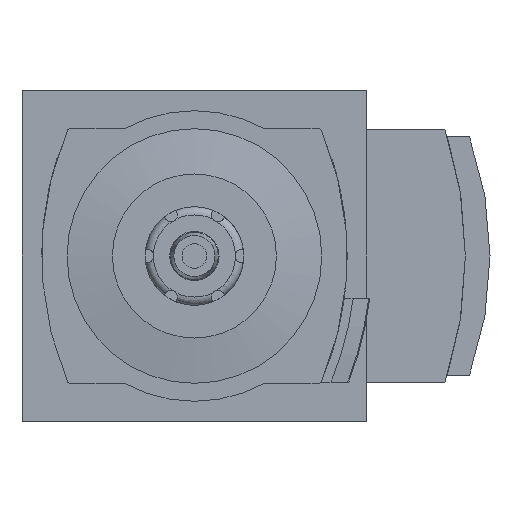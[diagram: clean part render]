
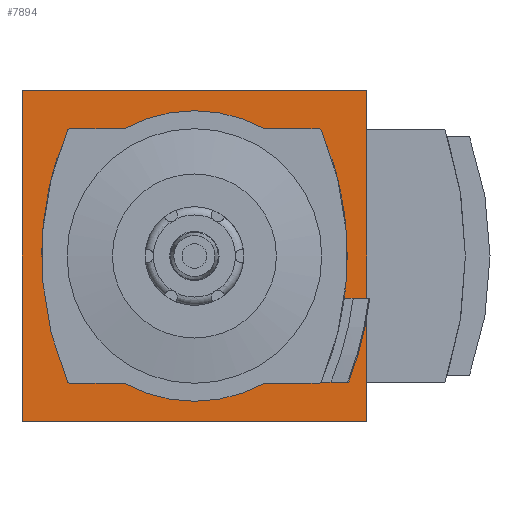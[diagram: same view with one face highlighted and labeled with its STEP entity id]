
A CAD part, front view. The second image highlights one B-rep face of the part: STEP entity #7894.
In plain terms, the highlighted planar face has unit normal (0, -1, 0).
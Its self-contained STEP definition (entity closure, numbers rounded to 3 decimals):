
#146=PLANE('',#8321);
#356=LINE('',#10586,#979);
#462=LINE('',#10808,#1085);
#477=LINE('',#10846,#1100);
#525=LINE('',#11009,#1148);
#642=LINE('',#11357,#1265);
#643=LINE('',#11361,#1266);
#644=LINE('',#11369,#1267);
#645=LINE('',#11373,#1268);
#646=LINE('',#11379,#1269);
#647=LINE('',#11383,#1270);
#979=VECTOR('',#8788,1000.);
#1085=VECTOR('',#8960,1000.);
#1100=VECTOR('',#8989,1000.);
#1148=VECTOR('',#9101,1000.);
#1265=VECTOR('',#9364,1000.);
#1266=VECTOR('',#9367,1000.);
#1267=VECTOR('',#9374,1000.);
#1268=VECTOR('',#9377,1000.);
#1269=VECTOR('',#9382,1000.);
#1270=VECTOR('',#9385,1000.);
#2158=ORIENTED_EDGE('',*,*,#3516,.F.);
#2159=ORIENTED_EDGE('',*,*,#3608,.F.);
#2160=ORIENTED_EDGE('',*,*,#3536,.F.);
#2161=ORIENTED_EDGE('',*,*,#3402,.F.);
#2162=ORIENTED_EDGE('',*,*,#3774,.T.);
#2163=ORIENTED_EDGE('',*,*,#3775,.T.);
#2164=ORIENTED_EDGE('',*,*,#3776,.T.);
#2165=ORIENTED_EDGE('',*,*,#3777,.T.);
#2166=ORIENTED_EDGE('',*,*,#3778,.T.);
#2167=ORIENTED_EDGE('',*,*,#3779,.T.);
#2168=ORIENTED_EDGE('',*,*,#3780,.T.);
#2169=ORIENTED_EDGE('',*,*,#3781,.T.);
#2170=ORIENTED_EDGE('',*,*,#3782,.T.);
#2171=ORIENTED_EDGE('',*,*,#3783,.T.);
#2172=ORIENTED_EDGE('',*,*,#3784,.T.);
#2173=ORIENTED_EDGE('',*,*,#3785,.T.);
#2174=ORIENTED_EDGE('',*,*,#3786,.T.);
#2175=ORIENTED_EDGE('',*,*,#3787,.F.);
#2176=ORIENTED_EDGE('',*,*,#3788,.T.);
#3402=EDGE_CURVE('',#4274,#4275,#356,.T.);
#3516=EDGE_CURVE('',#4357,#4274,#462,.T.);
#3536=EDGE_CURVE('',#4275,#4374,#477,.T.);
#3608=EDGE_CURVE('',#4374,#4357,#525,.T.);
#3774=EDGE_CURVE('',#4576,#4577,#4886,.T.);
#3775=EDGE_CURVE('',#4577,#4578,#642,.T.);
#3776=EDGE_CURVE('',#4578,#4579,#4887,.T.);
#3777=EDGE_CURVE('',#4579,#4580,#643,.T.);
#3778=EDGE_CURVE('',#4580,#4581,#4888,.T.);
#3779=EDGE_CURVE('',#4581,#4582,#4889,.T.);
#3780=EDGE_CURVE('',#4582,#4583,#4890,.T.);
#3781=EDGE_CURVE('',#4583,#4584,#644,.T.);
#3782=EDGE_CURVE('',#4584,#4585,#4891,.T.);
#3783=EDGE_CURVE('',#4585,#4586,#645,.T.);
#3784=EDGE_CURVE('',#4586,#4587,#4892,.T.);
#3785=EDGE_CURVE('',#4587,#4588,#4893,.T.);
#3786=EDGE_CURVE('',#4588,#4589,#646,.T.);
#3787=EDGE_CURVE('',#4590,#4589,#4894,.T.);
#3788=EDGE_CURVE('',#4590,#4576,#647,.T.);
#4274=VERTEX_POINT('',#10585);
#4275=VERTEX_POINT('',#10587);
#4357=VERTEX_POINT('',#10807);
#4374=VERTEX_POINT('',#10847);
#4576=VERTEX_POINT('',#11355);
#4577=VERTEX_POINT('',#11356);
#4578=VERTEX_POINT('',#11358);
#4579=VERTEX_POINT('',#11360);
#4580=VERTEX_POINT('',#11362);
#4581=VERTEX_POINT('',#11364);
#4582=VERTEX_POINT('',#11366);
#4583=VERTEX_POINT('',#11368);
#4584=VERTEX_POINT('',#11370);
#4585=VERTEX_POINT('',#11372);
#4586=VERTEX_POINT('',#11374);
#4587=VERTEX_POINT('',#11376);
#4588=VERTEX_POINT('',#11378);
#4589=VERTEX_POINT('',#11380);
#4590=VERTEX_POINT('',#11382);
#4886=CIRCLE('',#8322,0.3);
#4887=CIRCLE('',#8323,17.7);
#4888=CIRCLE('',#8324,0.3);
#4889=CIRCLE('',#8325,38.9);
#4890=CIRCLE('',#8326,0.3);
#4891=CIRCLE('',#8327,17.7);
#4892=CIRCLE('',#8328,0.3);
#4893=CIRCLE('',#8329,38.9);
#4894=CIRCLE('',#8330,39.95);
#5106=EDGE_LOOP('',(#2158,#2159,#2160,#2161));
#5107=EDGE_LOOP('',(#2162,#2163,#2164,#2165,#2166,#2167,#2168,#2169,#2170,
#2171,#2172,#2173,#2174,#2175,#2176));
#5490=FACE_BOUND('',#5106,.T.);
#5491=FACE_BOUND('',#5107,.T.);
#7894=ADVANCED_FACE('',(#5490,#5491),#146,.F.);
#8321=AXIS2_PLACEMENT_3D('',#11353,#9360,#9361);
#8322=AXIS2_PLACEMENT_3D('',#11354,#9362,#9363);
#8323=AXIS2_PLACEMENT_3D('',#11359,#9365,#9366);
#8324=AXIS2_PLACEMENT_3D('',#11363,#9368,#9369);
#8325=AXIS2_PLACEMENT_3D('',#11365,#9370,#9371);
#8326=AXIS2_PLACEMENT_3D('',#11367,#9372,#9373);
#8327=AXIS2_PLACEMENT_3D('',#11371,#9375,#9376);
#8328=AXIS2_PLACEMENT_3D('',#11375,#9378,#9379);
#8329=AXIS2_PLACEMENT_3D('',#11377,#9380,#9381);
#8330=AXIS2_PLACEMENT_3D('',#11381,#9383,#9384);
#8788=DIRECTION('',(0.,0.,1.));
#8960=DIRECTION('',(-1.,0.,0.));
#8989=DIRECTION('',(1.,0.,0.));
#9101=DIRECTION('',(0.,0.,-1.));
#9360=DIRECTION('',(0.,1.,0.));
#9361=DIRECTION('',(0.,0.,1.));
#9362=DIRECTION('',(0.,1.,0.));
#9363=DIRECTION('',(1.,0.,0.));
#9364=DIRECTION('',(-1.,0.,0.));
#9365=DIRECTION('',(0.,1.,0.));
#9366=DIRECTION('',(1.,0.,0.));
#9367=DIRECTION('',(-1.,0.,0.));
#9368=DIRECTION('',(0.,1.,0.));
#9369=DIRECTION('',(1.,0.,0.));
#9370=DIRECTION('',(0.,1.,0.));
#9371=DIRECTION('',(1.,0.,0.));
#9372=DIRECTION('',(0.,1.,0.));
#9373=DIRECTION('',(1.,0.,0.));
#9374=DIRECTION('',(1.,0.,0.));
#9375=DIRECTION('',(0.,1.,0.));
#9376=DIRECTION('',(1.,0.,0.));
#9377=DIRECTION('',(1.,0.,0.));
#9378=DIRECTION('',(0.,1.,0.));
#9379=DIRECTION('',(1.,0.,0.));
#9380=DIRECTION('',(0.,1.,0.));
#9381=DIRECTION('',(1.,0.,0.));
#9382=DIRECTION('',(1.,0.,0.));
#9383=DIRECTION('',(0.,-1.,0.));
#9384=DIRECTION('',(0.,0.,-1.));
#9385=DIRECTION('',(-1.,0.,0.));
#10585=CARTESIAN_POINT('',(-21.,-31.5,-20.1));
#10586=CARTESIAN_POINT('',(-21.,-31.5,-20.1));
#10587=CARTESIAN_POINT('',(-21.,-31.5,20.1));
#10807=CARTESIAN_POINT('',(21.,-31.5,-20.1));
#10808=CARTESIAN_POINT('',(21.,-31.5,-20.1));
#10846=CARTESIAN_POINT('',(-21.,-31.5,20.1));
#10847=CARTESIAN_POINT('',(21.,-31.5,20.1));
#11009=CARTESIAN_POINT('',(21.,-31.5,20.1));
#11353=CARTESIAN_POINT('',(0.,-31.5,0.));
#11354=CARTESIAN_POINT('',(15.181,-31.5,-15.2));
#11355=CARTESIAN_POINT('',(15.442,-31.5,-15.349));
#11356=CARTESIAN_POINT('',(15.181,-31.5,-15.5));
#11357=CARTESIAN_POINT('',(14.091,-31.5,-15.5));
#11358=CARTESIAN_POINT('',(8.546,-31.5,-15.5));
#11359=CARTESIAN_POINT('',(0.,-31.5,0.));
#11360=CARTESIAN_POINT('',(-8.546,-31.5,-15.5));
#11361=CARTESIAN_POINT('',(-8.546,-31.5,-15.5));
#11362=CARTESIAN_POINT('',(-15.181,-31.5,-15.5));
#11363=CARTESIAN_POINT('',(-15.181,-31.5,-15.2));
#11364=CARTESIAN_POINT('',(-15.457,-31.5,-15.318));
#11365=CARTESIAN_POINT('',(20.3,-31.5,0.));
#11366=CARTESIAN_POINT('',(-15.457,-31.5,15.318));
#11367=CARTESIAN_POINT('',(-15.181,-31.5,15.2));
#11368=CARTESIAN_POINT('',(-15.181,-31.5,15.5));
#11369=CARTESIAN_POINT('',(-15.181,-31.5,15.5));
#11370=CARTESIAN_POINT('',(-8.546,-31.5,15.5));
#11371=CARTESIAN_POINT('',(0.,-31.5,0.));
#11372=CARTESIAN_POINT('',(8.546,-31.5,15.5));
#11373=CARTESIAN_POINT('',(8.546,-31.5,15.5));
#11374=CARTESIAN_POINT('',(15.181,-31.5,15.5));
#11375=CARTESIAN_POINT('',(15.181,-31.5,15.2));
#11376=CARTESIAN_POINT('',(15.457,-31.5,15.318));
#11377=CARTESIAN_POINT('',(-20.3,-31.5,0.));
#11378=CARTESIAN_POINT('',(18.259,-31.5,-5.142));
#11379=CARTESIAN_POINT('',(17.25,-31.5,-5.142));
#11380=CARTESIAN_POINT('',(19.337,-31.5,-5.142));
#11381=CARTESIAN_POINT('',(-20.3,-31.5,-0.15));
#11382=CARTESIAN_POINT('',(16.646,-31.5,-15.349));
#11383=CARTESIAN_POINT('',(30.,-31.5,-15.349));
